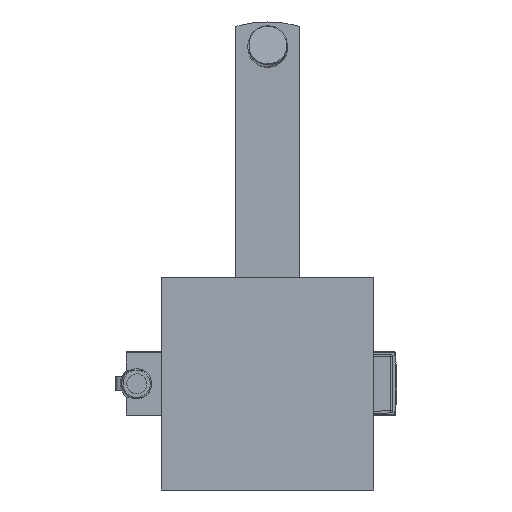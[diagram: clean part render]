
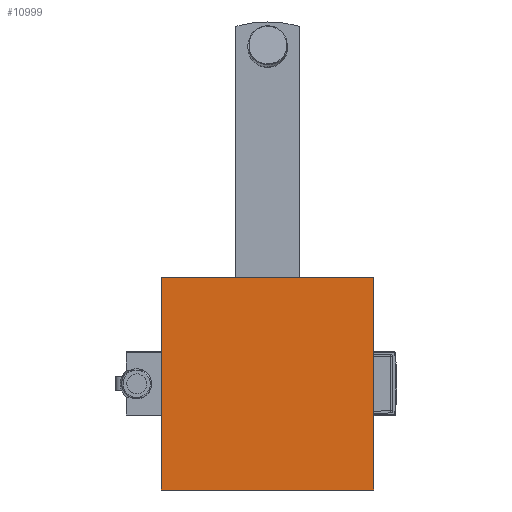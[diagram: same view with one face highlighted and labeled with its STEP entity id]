
A CAD part, front view. The second image highlights one B-rep face of the part: STEP entity #10999.
In plain terms, the highlighted planar face has unit normal (0, -1, 0).
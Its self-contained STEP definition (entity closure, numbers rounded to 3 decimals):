
#1081=DIRECTION('',(0.,0.,1.));
#1082=VECTOR('',#1081,150.);
#1083=CARTESIAN_POINT('',(-75.,-680.,-75.));
#1084=LINE('',#1083,#1082);
#1085=DIRECTION('',(1.,0.,0.));
#1086=VECTOR('',#1085,150.);
#1087=CARTESIAN_POINT('',(-75.,-680.,75.));
#1088=LINE('',#1087,#1086);
#1089=DIRECTION('',(0.,0.,-1.));
#1090=VECTOR('',#1089,150.);
#1091=CARTESIAN_POINT('',(75.,-680.,75.));
#1092=LINE('',#1091,#1090);
#1093=DIRECTION('',(-1.,0.,0.));
#1094=VECTOR('',#1093,150.);
#1095=CARTESIAN_POINT('',(75.,-680.,-75.));
#1096=LINE('',#1095,#1094);
#9151=CARTESIAN_POINT('',(-75.,-680.,-75.));
#9152=CARTESIAN_POINT('',(-75.,-680.,75.));
#9153=VERTEX_POINT('',#9151);
#9154=VERTEX_POINT('',#9152);
#9155=CARTESIAN_POINT('',(75.,-680.,75.));
#9156=VERTEX_POINT('',#9155);
#9157=CARTESIAN_POINT('',(75.,-680.,-75.));
#9158=VERTEX_POINT('',#9157);
#10985=CARTESIAN_POINT('',(0.,-680.,0.));
#10986=DIRECTION('',(0.,1.,0.));
#10987=DIRECTION('',(1.,0.,0.));
#10988=AXIS2_PLACEMENT_3D('',#10985,#10986,#10987);
#10989=PLANE('',#10988);
#10990=ORIENTED_EDGE('',*,*,#10968,.T.);
#10992=ORIENTED_EDGE('',*,*,#10991,.T.);
#10994=ORIENTED_EDGE('',*,*,#10993,.T.);
#10996=ORIENTED_EDGE('',*,*,#10995,.T.);
#10997=EDGE_LOOP('',(#10990,#10992,#10994,#10996));
#10998=FACE_OUTER_BOUND('',#10997,.F.);
#10999=ADVANCED_FACE('',(#10998),#10989,.F.);
#10968=EDGE_CURVE('',#9153,#9154,#1084,.T.);
#10991=EDGE_CURVE('',#9154,#9156,#1088,.T.);
#10993=EDGE_CURVE('',#9156,#9158,#1092,.T.);
#10995=EDGE_CURVE('',#9158,#9153,#1096,.T.);
